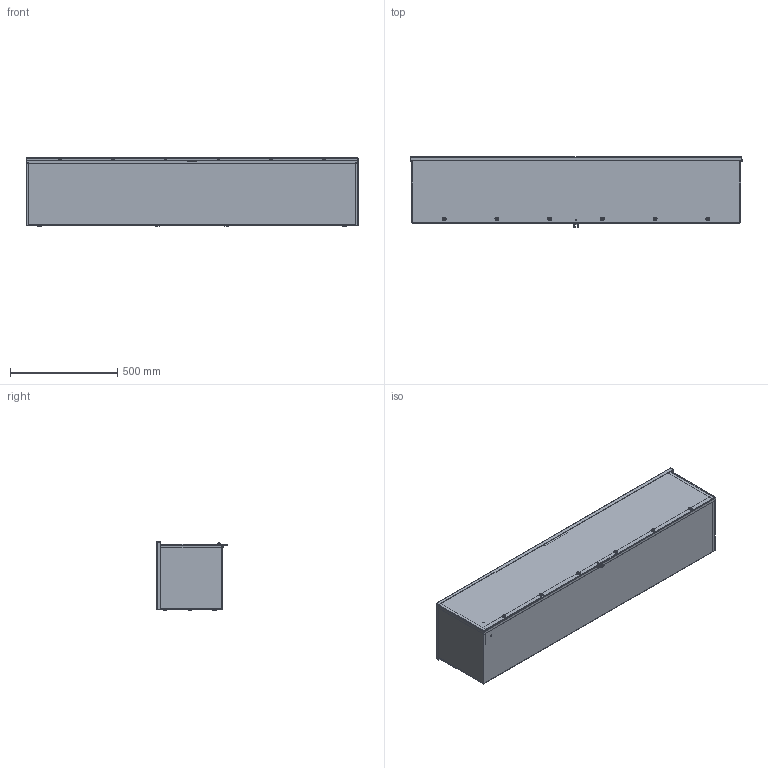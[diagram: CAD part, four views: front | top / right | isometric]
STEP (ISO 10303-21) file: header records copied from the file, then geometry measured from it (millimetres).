
FILE_DESCRIPTION (( 'STEP AP203' ), '1' );
FILE_NAME ('C3RWT1260_Default.step', '2019-11-13T14:02:13', ( '' ), ( '' ), 'SwSTEP 2.0', 'SolidWorks 2019', '' );
FILE_SCHEMA (( 'CONFIG_CONTROL_DESIGN' ));
Length unit declared in the file: inch
Products named in the file (1): C3RWT1260_Default
Bounding box: 1546.22 x 326.92 x 319.89 mm (x, y, z)
Volume: 4062262.1 mm3; surface area: 4478418.8 mm2
Topology: 32 solids, 32 shells, 1166 faces, 2952 edges, 1886 vertices
Faces by surface type: plane 637, cylinder 377, cone 76, bspline 64, torus 12
Entity records: 38739 total; most frequent: CARTESIAN_POINT 10369, DIRECTION 5926, ORIENTED_EDGE 5896, EDGE_CURVE 2948, AXIS2_PLACEMENT_3D 2111, VERTEX_POINT 1886, VECTOR 1704, LINE 1704
